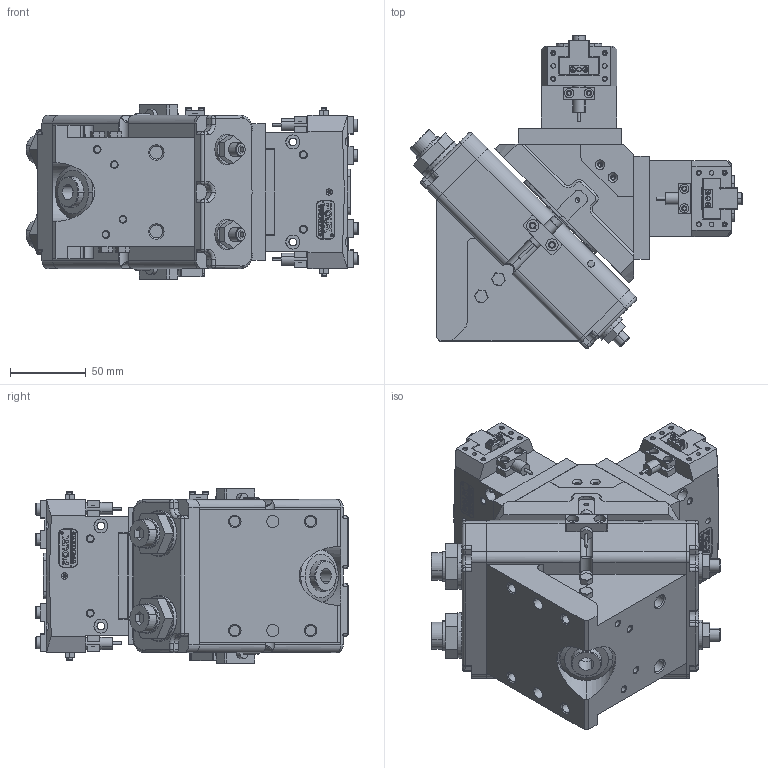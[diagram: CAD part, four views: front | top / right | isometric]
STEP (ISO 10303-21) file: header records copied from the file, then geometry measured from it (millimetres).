
FILE_DESCRIPTION (( 'STEP AP203' ), '1' );
FILE_NAME ('TG32-TR46-101-90¡ã.STEP', '2024-12-20T09:07:14', ( 'USER-' ), ( 'Microsoft' ), 'SwSTEP 2.0', 'SolidWorks 2018', '' );
FILE_SCHEMA (( 'CONFIG_CONTROL_DESIGN' ));
Length unit declared in the file: millimetre
Products named in the file (45): TG32.sldasm-Part-80; TG32-M-05 遣喳傷裔; 揤輸蚾饜极; TG32.sldasm-Part-82; TR46 -101杅耀.sldasm-Part-8; TR46-101菁裔啣杅耀.sldasm-Part-35; TG32-TR46-101-90°; TG32.sldasm-Part-83; 蟀諉啣4; TG32.sldasm-Part-62; 25x12-R3; TG32.sldasm-Part-92; 茞癹弇傷裔菜え; TR46 -101杅耀.sldasm-Part-17; TG32-M-12茞癹弇傷裔; TG32.sldasm-Part-90; TR46 -101杅耀.sldasm-Part-11; TG32.sldasm-Part-71; TR46 -101杅耀; TG32; TG32.sldasm-Part-72; TR46 -101杅耀.sldasm-Part-14; TG32.sldasm-Part-84; TR46 -101杅耀.sldasm-Part-4; TG32.sldasm-Part-63; TR46 -101杅耀.sldasm-Part-10; TG32.sldasm-Part-68; TG32.sldasm-Part-61; TR46 -101杅耀.sldasm-Part-15; TR46 -101杅耀.sldasm-Part-2; 揤輸杅耀.sldasm-Part-9; 茞癹弇蹟恇裝; TG32.sldasm-Part-59; TR46 -101杅耀.sldasm-Part-12; TG32.sldasm-Part-70; TR46 -101杅耀.sldasm-Part-16; 茞癹弇蹟譫; TG32-M-02 眻褒輸; TG32.sldasm-Part-69; TR46 -101杅耀.sldasm-Part-5 ...
Assembly tree (54 placements, depth 4):
  TG32-TR46-101-90°
    TG32
      TG32.sldasm-Part-59  x2
      TG32.sldasm-Part-60
      TG32.sldasm-Part-61
      TG32.sldasm-Part-62
      TG32.sldasm-Part-63
      TG32.sldasm-Part-68
      TG32.sldasm-Part-69
      TG32.sldasm-Part-70
      TG32.sldasm-Part-71
      TG32.sldasm-Part-72
      TG32.sldasm-Part-76
      TG32.sldasm-Part-77
      TG32.sldasm-Part-80
      TG32.sldasm-Part-82
      TG32.sldasm-Part-83
      TG32.sldasm-Part-84
      TG32.sldasm-Part-86
      TG32.sldasm-Part-90
      TG32.sldasm-Part-92
      TG32-M-05 遣喳傷裔
      TG32-M-12茞癹弇傷裔
      TG32-M-02 眻褒輸
      茞癹弇傷裔菜え  x2
      茞癹弇蹟恇裝  x2
      茞癹弇蹟譫  x2
      25x12-R3
    蟀諉啣4  x2
    TR46 -101杅耀  x2
      TR46 -101杅耀.sldasm-Part-2
      TR46 -101杅耀.sldasm-Part-4
      TR46 -101杅耀.sldasm-Part-5
      TR46 -101杅耀.sldasm-Part-8
      TR46 -101杅耀.sldasm-Part-10
      TR46 -101杅耀.sldasm-Part-11
      TR46 -101杅耀.sldasm-Part-12
      TR46 -101杅耀.sldasm-Part-14
      TR46 -101杅耀.sldasm-Part-15
      TR46 -101杅耀.sldasm-Part-16
      TR46 -101杅耀.sldasm-Part-17
      TR46-101菁裔啣杅耀.sldasm-Part-35
      揤輸蚾饜极
        揤輸杅耀.sldasm-Part-9
        埴翐芛_GB_FASTENER_SCREWS_HSHCS M2X8-N  x2
      25x12-R3
Bounding box: 218.95 x 206.15 x 115 mm (x, y, z)
Volume: 2064135.3 mm3; surface area: 353403 mm2
Topology: 72 solids, 85 shells, 3740 faces, 9538 edges, 6131 vertices
Faces by surface type: plane 1799, cylinder 1021, bspline 467, cone 400, torus 43, sphere 10
Entity records: 66370 total; most frequent: CARTESIAN_POINT 17578, ORIENTED_EDGE 9090, DIRECTION 8919, EDGE_CURVE 4545, AXIS2_PLACEMENT_3D 3117, VERTEX_POINT 2932, VECTOR 2685, LINE 2685
